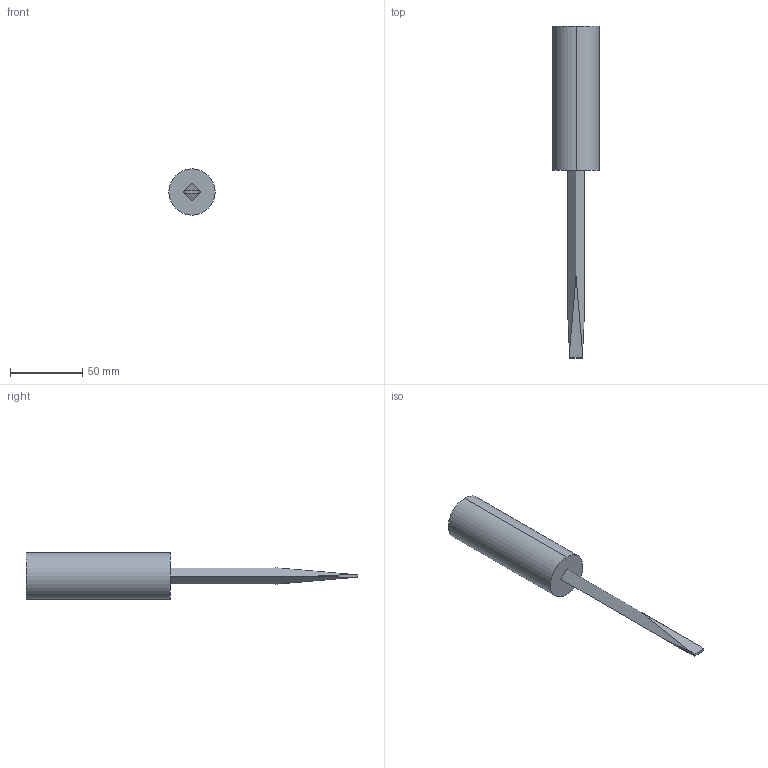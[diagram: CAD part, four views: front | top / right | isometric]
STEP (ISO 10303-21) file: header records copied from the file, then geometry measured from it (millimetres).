
FILE_DESCRIPTION(('produced by SPATIAL CORP'),'2;1');
FILE_NAME( '8mm_flathead_screwdriver.hh.sat.stp', '2002-04-12T11:55:46+00:00',('SPATIAL CORP'),('SPATIAL CORP'), 'ACIS STEP Husk','http://www.spatial.com','SPATIAL CORP');
FILE_SCHEMA(('CONFIG_CONTROL_DESIGN'));
Length unit declared in the file: millimetre
Products named in the file (1): PRODUCT_ID_1
Bounding box: 32 x 230 x 32 mm (x, y, z)
Volume: 87822.6 mm3; surface area: 15642.3 mm2
Topology: 2 solids, 2 shells, 22 faces, 50 edges, 32 vertices
Faces by surface type: plane 20, cylinder 2
Entity records: 674 total; most frequent: CARTESIAN_POINT 101, ORIENTED_EDGE 100, DIRECTION 92, EDGE_CURVE 50, VECTOR 46, LINE 46, VERTEX_POINT 32, AXIS2_PLACEMENT_3D 23
